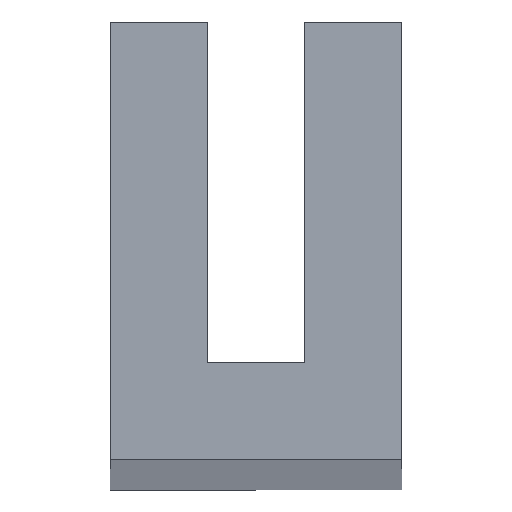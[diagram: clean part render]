
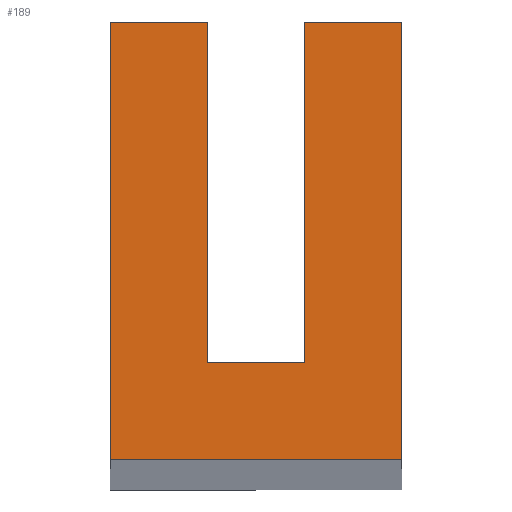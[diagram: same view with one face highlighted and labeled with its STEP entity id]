
A CAD part, top view. The second image highlights one B-rep face of the part: STEP entity #189.
In plain terms, the highlighted planar face has unit normal (0, 0, 1).
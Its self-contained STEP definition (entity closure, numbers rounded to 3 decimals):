
#23=FACE_OUTER_BOUND('',#33,.T.);
#33=EDGE_LOOP('',(#155,#156,#157,#158,#159,#160,#161,#162));
#37=LINE('',#257,#61);
#40=LINE('',#263,#64);
#43=LINE('',#269,#67);
#46=LINE('',#275,#70);
#49=LINE('',#281,#73);
#52=LINE('',#287,#76);
#55=LINE('',#293,#79);
#58=LINE('',#297,#82);
#61=VECTOR('',#209,10.);
#64=VECTOR('',#214,10.);
#67=VECTOR('',#219,10.);
#70=VECTOR('',#224,10.);
#73=VECTOR('',#229,10.);
#76=VECTOR('',#234,10.);
#79=VECTOR('',#239,10.);
#82=VECTOR('',#244,10.);
#85=VERTEX_POINT('',#254);
#86=VERTEX_POINT('',#256);
#88=VERTEX_POINT('',#262);
#90=VERTEX_POINT('',#268);
#92=VERTEX_POINT('',#274);
#94=VERTEX_POINT('',#280);
#96=VERTEX_POINT('',#286);
#98=VERTEX_POINT('',#292);
#101=EDGE_CURVE('',#86,#85,#37,.T.);
#104=EDGE_CURVE('',#88,#86,#40,.T.);
#107=EDGE_CURVE('',#90,#88,#43,.T.);
#110=EDGE_CURVE('',#92,#90,#46,.T.);
#113=EDGE_CURVE('',#94,#92,#49,.T.);
#116=EDGE_CURVE('',#96,#94,#52,.T.);
#119=EDGE_CURVE('',#98,#96,#55,.T.);
#122=EDGE_CURVE('',#85,#98,#58,.T.);
#155=ORIENTED_EDGE('',*,*,#122,.T.);
#156=ORIENTED_EDGE('',*,*,#119,.T.);
#157=ORIENTED_EDGE('',*,*,#116,.T.);
#158=ORIENTED_EDGE('',*,*,#113,.T.);
#159=ORIENTED_EDGE('',*,*,#110,.T.);
#160=ORIENTED_EDGE('',*,*,#107,.T.);
#161=ORIENTED_EDGE('',*,*,#104,.T.);
#162=ORIENTED_EDGE('',*,*,#101,.T.);
#179=PLANE('',#201);
#189=ADVANCED_FACE('',(#23),#179,.T.);
#201=AXIS2_PLACEMENT_3D('',#298,#245,#246);
#209=DIRECTION('',(0.,1.,0.));
#214=DIRECTION('',(-1.,0.,0.));
#219=DIRECTION('',(0.,-1.,0.));
#224=DIRECTION('',(-1.,0.,0.));
#229=DIRECTION('',(0.,1.,0.));
#234=DIRECTION('',(1.,0.,0.));
#239=DIRECTION('',(0.,-1.,0.));
#244=DIRECTION('',(-1.,0.,0.));
#245=DIRECTION('center_axis',(0.,0.,1.));
#246=DIRECTION('ref_axis',(1.,0.,0.));
#254=CARTESIAN_POINT('',(1.2,5.4,216.));
#256=CARTESIAN_POINT('',(1.2,1.2,216.));
#257=CARTESIAN_POINT('',(1.2,1.2,216.));
#262=CARTESIAN_POINT('',(2.4,1.2,216.));
#263=CARTESIAN_POINT('',(2.4,1.2,216.));
#268=CARTESIAN_POINT('',(2.4,5.4,216.));
#269=CARTESIAN_POINT('',(2.4,5.4,216.));
#274=CARTESIAN_POINT('',(3.6,5.4,216.));
#275=CARTESIAN_POINT('',(3.6,5.4,216.));
#280=CARTESIAN_POINT('',(3.6,0.,216.));
#281=CARTESIAN_POINT('',(3.6,0.,216.));
#286=CARTESIAN_POINT('',(0.,0.,216.));
#287=CARTESIAN_POINT('',(0.,0.,216.));
#292=CARTESIAN_POINT('',(0.,5.4,216.));
#293=CARTESIAN_POINT('',(0.,5.4,216.));
#297=CARTESIAN_POINT('',(1.2,5.4,216.));
#298=CARTESIAN_POINT('Origin',(1.8,2.7,216.));
